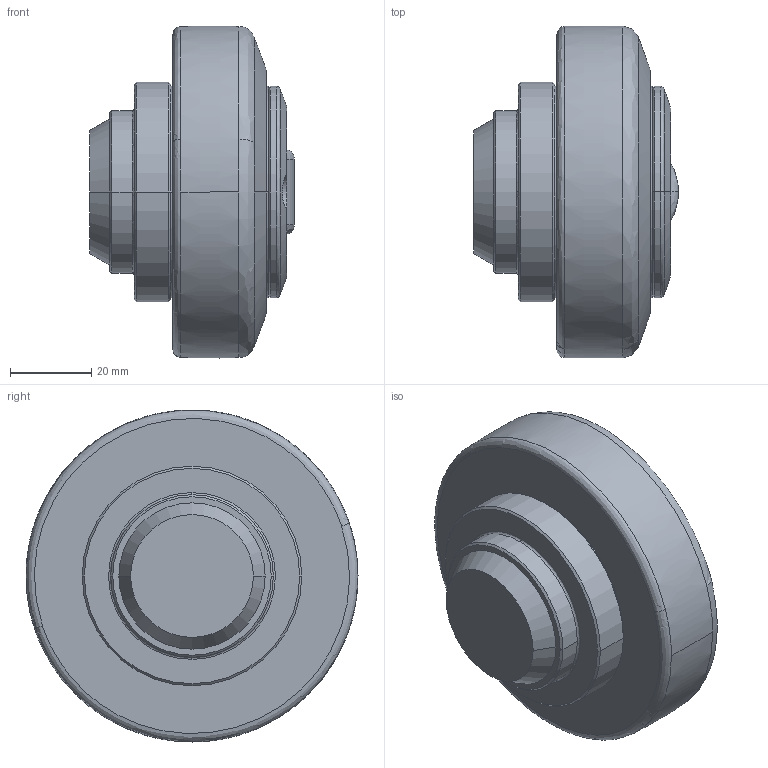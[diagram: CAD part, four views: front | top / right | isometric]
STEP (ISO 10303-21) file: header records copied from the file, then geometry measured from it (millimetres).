
FILE_DESCRIPTION (( 'STEP AP214' ), '1' );
FILE_NAME ('XTR-080.0300-Rollco.step', '2023-04-28T07:42:23', ( '' ), ( '' ), 'SwSTEP 2.0', 'SolidWorks 2010', '' );
FILE_SCHEMA (( 'AUTOMOTIVE_DESIGN' ));
Length unit declared in the file: millimetre
Products named in the file (2): XTR 080.0300_Substitute_2; XTR-080.0300-Rollco
Assembly tree (1 placements, depth 2):
  XTR-080.0300-Rollco
    XTR 080.0300_Substitute_2
Bounding box: 50.44 x 81.7 x 81.7 mm (x, y, z)
Volume: 158448.8 mm3; surface area: 18951.8 mm2
Topology: 1 solids, 1 shells, 79 faces, 184 edges, 116 vertices
Faces by surface type: cylinder 26, cone 22, bspline 17, plane 12, torus 2
Entity records: 2887 total; most frequent: CARTESIAN_POINT 996, DIRECTION 428, ORIENTED_EDGE 368, AXIS2_PLACEMENT_3D 190, EDGE_CURVE 184, CIRCLE 124, VERTEX_POINT 116, EDGE_LOOP 88
